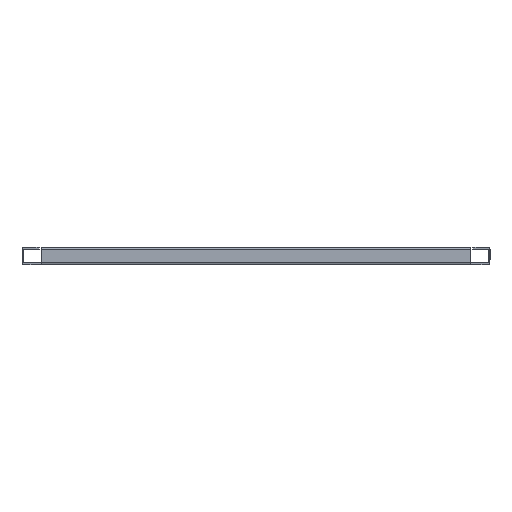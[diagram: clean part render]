
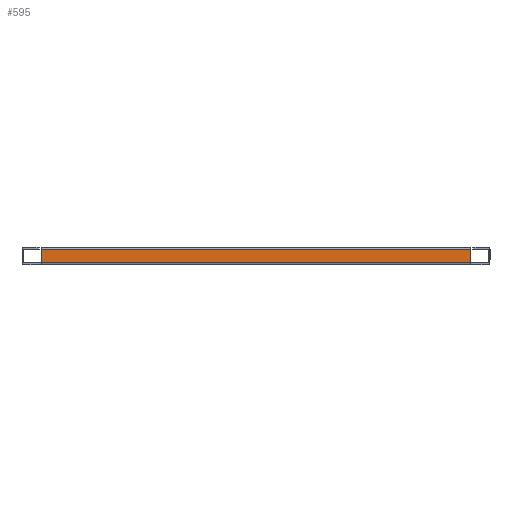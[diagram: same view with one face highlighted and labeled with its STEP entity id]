
A CAD part, left-side view. The second image highlights one B-rep face of the part: STEP entity #595.
In plain terms, the highlighted planar face has unit normal (-1, 0, 0).
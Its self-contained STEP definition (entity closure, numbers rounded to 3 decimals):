
#523 = CARTESIAN_POINT ( 'NONE',  ( -541.51, 314.5, 22.49 ) ) ;
#595 = ADVANCED_FACE ( 'NONE', ( #1677 ), #1976, .F. ) ;
#1007 = VECTOR ( 'NONE', #1367, 1000. ) ;
#1100 = VECTOR ( 'NONE', #1374, 1000. ) ;
#1103 = VECTOR ( 'NONE', #1370, 1000. ) ;
#1296 = VECTOR ( 'NONE', #2502, 1000. ) ;
#1365 = LINE ( 'NONE', #1366, #1007 ) ;
#1366 = CARTESIAN_POINT ( 'NONE',  ( -541.51, 314.5, 2.5 ) ) ;
#1367 = DIRECTION ( 'NONE',  ( 0., 0., -1. ) ) ;
#1368 = LINE ( 'NONE', #1369, #1103 ) ;
#1369 = CARTESIAN_POINT ( 'NONE',  ( -541.51, -314.5, 22.49 ) ) ;
#1370 = DIRECTION ( 'NONE',  ( 0., 1., 0. ) ) ;
#1371 = LINE ( 'NONE', #1373, #1100 ) ;
#1373 = CARTESIAN_POINT ( 'NONE',  ( -541.51, 314.5, 2.51 ) ) ;
#1374 = DIRECTION ( 'NONE',  ( 0., 1., 0. ) ) ;
#1677 = FACE_OUTER_BOUND ( 'NONE', #4155, .T. ) ;
#1896 = DIRECTION ( 'NONE',  ( 1., 0., 0. ) ) ;
#1941 = CARTESIAN_POINT ( 'NONE',  ( -541.51, 314.5, 2.5 ) ) ;
#1976 = PLANE ( 'NONE',  #4212 ) ;
#2081 = DIRECTION ( 'NONE',  ( 0., 0., -1. ) ) ;
#2260 = ORIENTED_EDGE ( 'NONE', *, *, #3926, .T. ) ;
#2276 = ORIENTED_EDGE ( 'NONE', *, *, #3925, .T. ) ;
#2277 = ORIENTED_EDGE ( 'NONE', *, *, #3927, .F. ) ;
#2284 = ORIENTED_EDGE ( 'NONE', *, *, #3919, .T. ) ;
#2377 = CARTESIAN_POINT ( 'NONE',  ( -541.51, -314.5, 22.49 ) ) ;
#2445 = CARTESIAN_POINT ( 'NONE',  ( -541.51, -314.5, 2.51 ) ) ;
#2448 = CARTESIAN_POINT ( 'NONE',  ( -541.51, 314.5, 2.51 ) ) ;
#2494 = LINE ( 'NONE', #2500, #1296 ) ;
#2500 = CARTESIAN_POINT ( 'NONE',  ( -541.51, -314.5, 2.5 ) ) ;
#2502 = DIRECTION ( 'NONE',  ( 0., 0., 1. ) ) ;
#3371 = VERTEX_POINT ( 'NONE', #523 ) ;
#3526 = VERTEX_POINT ( 'NONE', #2377 ) ;
#3862 = VERTEX_POINT ( 'NONE', #2445 ) ;
#3865 = VERTEX_POINT ( 'NONE', #2448 ) ;
#3919 = EDGE_CURVE ( 'NONE', #3862, #3526, #2494, .T. ) ;
#3925 = EDGE_CURVE ( 'NONE', #3371, #3865, #1365, .T. ) ;
#3926 = EDGE_CURVE ( 'NONE', #3526, #3371, #1368, .T. ) ;
#3927 = EDGE_CURVE ( 'NONE', #3862, #3865, #1371, .T. ) ;
#4155 = EDGE_LOOP ( 'NONE', ( #2260, #2276, #2277, #2284 ) ) ;
#4212 = AXIS2_PLACEMENT_3D ( 'NONE', #1941, #1896, #2081 ) ;
